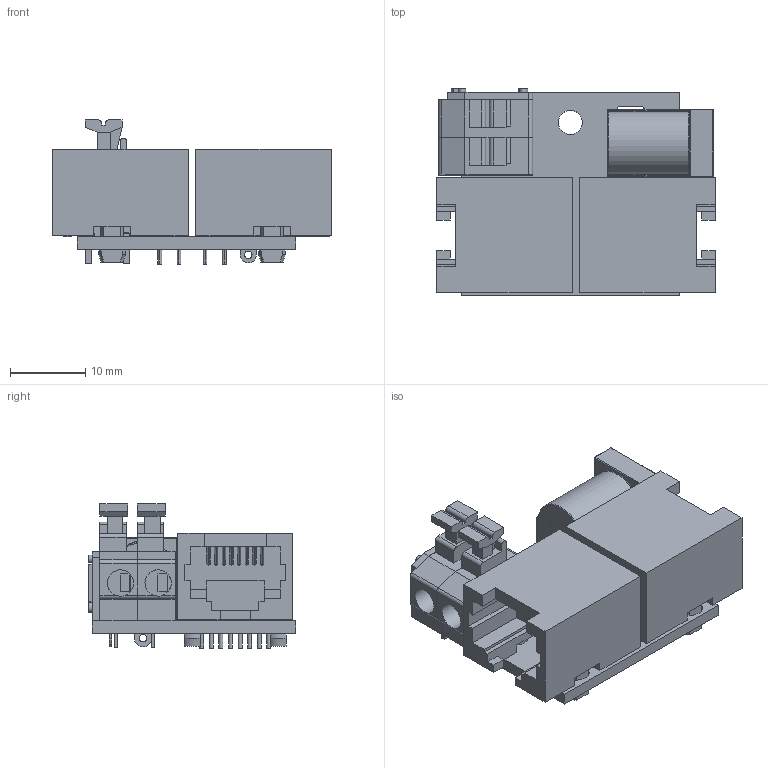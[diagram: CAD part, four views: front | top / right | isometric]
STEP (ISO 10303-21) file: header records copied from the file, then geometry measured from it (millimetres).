
FILE_DESCRIPTION(('KiCad electronic assembly'),'2;1');
FILE_NAME('POE-injector-01.step','2021-02-14T21:33:08',('An Author'),( 'A Company'),'Open CASCADE STEP processor 7.4', 'KiCad to STEP converter','Unknown');
FILE_SCHEMA(('AUTOMOTIVE_DESIGN { 1 0 10303 214 1 1 1 1 }'));
Length unit declared in the file: millimetre
Products named in the file (8): Open CASCADE STEP translator 7.4 1; DG235-5.0-02P; COMPOUND; RJ45-s54601-908wplf; SOLID; DC-Jack
Assembly tree (8 placements, depth 3):
  Open CASCADE STEP translator 7.4 1
    DG235-5.0-02P
      COMPOUND
    RJ45-s54601-908wplf  x2
      SOLID
    DC-Jack
      SOLID
    COMPOUND
Bounding box: 37 x 27.5 x 19.15 mm (x, y, z)
Volume: 7033 mm3; surface area: 8967.5 mm2
Topology: 11 solids, 11 shells, 2711 faces, 7791 edges, 5165 vertices
Faces by surface type: plane 2076, cylinder 586, torus 22, cone 16, sphere 11
Full cylindrical faces by diameter (mm): 0.76 x16, 1 x10, 1.2 x4, 1.3 x10, 3.2 x1, 3.35 x4, 3.5 x2
Entity records: 187352 total; most frequent: CARTESIAN_POINT 38348, DIRECTION 27789, LINE 19894, VECTOR 19894, ORIENTED_EDGE 14844, PCURVE 14844, DEFINITIONAL_REPRESENTATION 14844, EDGE_CURVE 7422
